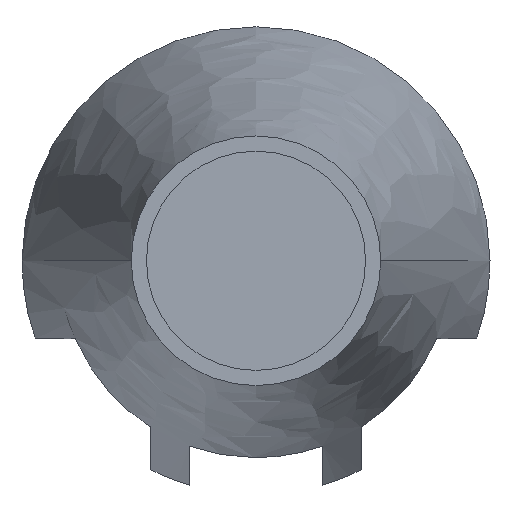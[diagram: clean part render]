
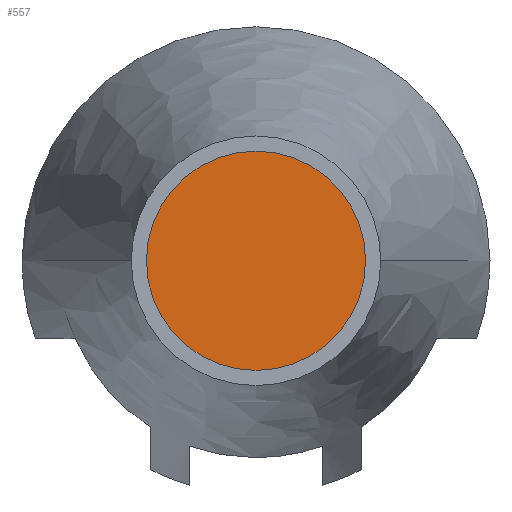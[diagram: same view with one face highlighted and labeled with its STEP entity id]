
A CAD part, front view. The second image highlights one B-rep face of the part: STEP entity #557.
In plain terms, the highlighted planar face has unit normal (0, -1, 0).
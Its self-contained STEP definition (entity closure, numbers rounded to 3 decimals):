
#2 = AXIS2_PLACEMENT_3D ( 'NONE', #620, #773, #4 ) ;
#4 = DIRECTION ( 'NONE',  ( 0., 0., -1. ) ) ;
#7 = AXIS2_PLACEMENT_3D ( 'NONE', #504, #406, #163 ) ;
#34 = DIRECTION ( 'NONE',  ( 0., 0., -1. ) ) ;
#51 = EDGE_CURVE ( 'NONE', #397, #189, #686, .T. ) ;
#154 = FACE_OUTER_BOUND ( 'NONE', #894, .T. ) ;
#163 = DIRECTION ( 'NONE',  ( 0., 0., -1. ) ) ;
#186 = EDGE_CURVE ( 'NONE', #189, #397, #280, .T. ) ;
#189 = VERTEX_POINT ( 'NONE', #231 ) ;
#217 = CARTESIAN_POINT ( 'NONE',  ( 0., 8.2, 0. ) ) ;
#231 = CARTESIAN_POINT ( 'NONE',  ( 0., 8.2, -14.05 ) ) ;
#280 = CIRCLE ( 'NONE', #548, 14.05 ) ;
#397 = VERTEX_POINT ( 'NONE', #599 ) ;
#406 = DIRECTION ( 'NONE',  ( 0., -1., 0. ) ) ;
#496 = PLANE ( 'NONE',  #7 ) ;
#504 = CARTESIAN_POINT ( 'NONE',  ( 0., 8.2, 0. ) ) ;
#548 = AXIS2_PLACEMENT_3D ( 'NONE', #217, #959, #34 ) ;
#557 = ADVANCED_FACE ( 'NONE', ( #154 ), #496, .T. ) ;
#599 = CARTESIAN_POINT ( 'NONE',  ( 0., 8.2, 14.05 ) ) ;
#620 = CARTESIAN_POINT ( 'NONE',  ( 0., 8.2, 0. ) ) ;
#686 = CIRCLE ( 'NONE', #2, 14.05 ) ;
#695 = ORIENTED_EDGE ( 'NONE', *, *, #186, .T. ) ;
#773 = DIRECTION ( 'NONE',  ( 0., -1., 0. ) ) ;
#894 = EDGE_LOOP ( 'NONE', ( #695, #1048 ) ) ;
#959 = DIRECTION ( 'NONE',  ( 0., -1., 0. ) ) ;
#1048 = ORIENTED_EDGE ( 'NONE', *, *, #51, .T. ) ;
